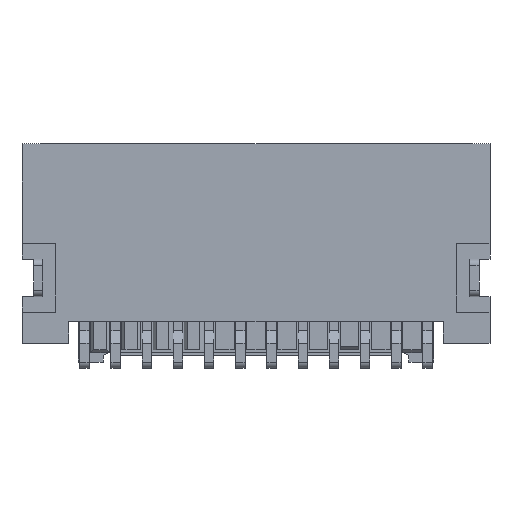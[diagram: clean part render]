
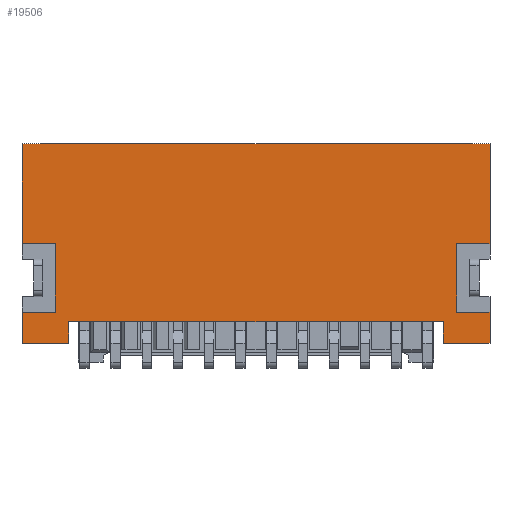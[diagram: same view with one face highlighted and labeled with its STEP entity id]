
A CAD part, front view. The second image highlights one B-rep face of the part: STEP entity #19506.
In plain terms, the highlighted planar face has unit normal (0, -1, 0).
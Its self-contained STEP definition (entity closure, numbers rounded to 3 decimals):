
#387 = CARTESIAN_POINT ( 'NONE',  ( -3., 0., -0.7 ) ) ;
#445 = LINE ( 'NONE', #22531, #27358 ) ;
#561 = VECTOR ( 'NONE', #6329, 1000. ) ;
#901 = CARTESIAN_POINT ( 'NONE',  ( -3.75, 0., -0.55 ) ) ;
#975 = CARTESIAN_POINT ( 'NONE',  ( -3.215, 0., -0.55 ) ) ;
#1441 = VERTEX_POINT ( 'NONE', #20471 ) ;
#2383 = ORIENTED_EDGE ( 'NONE', *, *, #35910, .T. ) ;
#2623 = VECTOR ( 'NONE', #8176, 1000. ) ;
#2919 = PLANE ( 'NONE',  #27750 ) ;
#2987 = EDGE_CURVE ( 'NONE', #13416, #39506, #16461, .T. ) ;
#3001 = EDGE_CURVE ( 'NONE', #1441, #13416, #9958, .T. ) ;
#3358 = ORIENTED_EDGE ( 'NONE', *, *, #20565, .T. ) ;
#3727 = DIRECTION ( 'NONE',  ( 1., 0., 0. ) ) ;
#4272 = LINE ( 'NONE', #901, #38602 ) ;
#4396 = VECTOR ( 'NONE', #31973, 1000. ) ;
#4463 = ORIENTED_EDGE ( 'NONE', *, *, #2987, .T. ) ;
#4739 = VERTEX_POINT ( 'NONE', #12214 ) ;
#4768 = DIRECTION ( 'NONE',  ( -1., 0., 0. ) ) ;
#4909 = VERTEX_POINT ( 'NONE', #39270 ) ;
#5320 = EDGE_CURVE ( 'NONE', #39506, #15610, #9835, .T. ) ;
#5344 = VERTEX_POINT ( 'NONE', #975 ) ;
#5350 = CARTESIAN_POINT ( 'NONE',  ( 3., 0., -0.7 ) ) ;
#5406 = VECTOR ( 'NONE', #15477, 1000. ) ;
#6329 = DIRECTION ( 'NONE',  ( -1., 0., 0. ) ) ;
#6489 = ORIENTED_EDGE ( 'NONE', *, *, #33136, .F. ) ;
#6613 = VECTOR ( 'NONE', #26923, 1000. ) ;
#7133 = EDGE_CURVE ( 'NONE', #22465, #11599, #26309, .T. ) ;
#7712 = CARTESIAN_POINT ( 'NONE',  ( 3.75, 0., -1.05 ) ) ;
#8176 = DIRECTION ( 'NONE',  ( 0., 0., -1. ) ) ;
#8343 = CARTESIAN_POINT ( 'NONE',  ( 3.75, 0., 0.55 ) ) ;
#8437 = CARTESIAN_POINT ( 'NONE',  ( -3.75, 0., 2.15 ) ) ;
#8471 = VERTEX_POINT ( 'NONE', #16818 ) ;
#8856 = LINE ( 'NONE', #15576, #561 ) ;
#9041 = VERTEX_POINT ( 'NONE', #12342 ) ;
#9312 = LINE ( 'NONE', #13287, #4396 ) ;
#9722 = DIRECTION ( 'NONE',  ( 0., 0., 1. ) ) ;
#9835 = LINE ( 'NONE', #16352, #29815 ) ;
#9958 = LINE ( 'NONE', #22773, #12339 ) ;
#10554 = VERTEX_POINT ( 'NONE', #40449 ) ;
#11322 = VECTOR ( 'NONE', #25226, 1000. ) ;
#11599 = VERTEX_POINT ( 'NONE', #5350 ) ;
#11796 = ORIENTED_EDGE ( 'NONE', *, *, #16457, .T. ) ;
#12214 = CARTESIAN_POINT ( 'NONE',  ( -3.215, 0., 0.55 ) ) ;
#12339 = VECTOR ( 'NONE', #28643, 1000. ) ;
#12342 = CARTESIAN_POINT ( 'NONE',  ( 3.75, 0., -1.05 ) ) ;
#12601 = DIRECTION ( 'NONE',  ( 0., 1., 0. ) ) ;
#12611 = DIRECTION ( 'NONE',  ( -1., 0., 0. ) ) ;
#13287 = CARTESIAN_POINT ( 'NONE',  ( -3.75, 0., 0.55 ) ) ;
#13416 = VERTEX_POINT ( 'NONE', #30415 ) ;
#14461 = ORIENTED_EDGE ( 'NONE', *, *, #24558, .T. ) ;
#14717 = LINE ( 'NONE', #18692, #33410 ) ;
#14719 = ORIENTED_EDGE ( 'NONE', *, *, #3001, .T. ) ;
#14764 = ORIENTED_EDGE ( 'NONE', *, *, #26326, .T. ) ;
#15477 = DIRECTION ( 'NONE',  ( 0., 0., 1. ) ) ;
#15576 = CARTESIAN_POINT ( 'NONE',  ( -3.215, 0., -0.55 ) ) ;
#15578 = EDGE_CURVE ( 'NONE', #24822, #4909, #36381, .T. ) ;
#15610 = VERTEX_POINT ( 'NONE', #34666 ) ;
#15644 = EDGE_CURVE ( 'NONE', #5344, #10554, #8856, .T. ) ;
#15680 = EDGE_CURVE ( 'NONE', #38726, #24822, #18309, .T. ) ;
#15752 = CARTESIAN_POINT ( 'NONE',  ( 0., 0., 0.55 ) ) ;
#16352 = CARTESIAN_POINT ( 'NONE',  ( 3.215, 0., 0.55 ) ) ;
#16457 = EDGE_CURVE ( 'NONE', #15610, #38726, #21771, .T. ) ;
#16461 = LINE ( 'NONE', #19812, #30429 ) ;
#16818 = CARTESIAN_POINT ( 'NONE',  ( -3., 0., -1.05 ) ) ;
#17081 = DIRECTION ( 'NONE',  ( 0., 0., -1. ) ) ;
#17378 = ORIENTED_EDGE ( 'NONE', *, *, #22030, .T. ) ;
#17626 = LINE ( 'NONE', #40100, #2623 ) ;
#17707 = VECTOR ( 'NONE', #32113, 1000. ) ;
#18289 = CARTESIAN_POINT ( 'NONE',  ( -3.75, 0., 2.15 ) ) ;
#18309 = LINE ( 'NONE', #25437, #11322 ) ;
#18692 = CARTESIAN_POINT ( 'NONE',  ( 3., 0., -0.7 ) ) ;
#18905 = FACE_OUTER_BOUND ( 'NONE', #31721, .T. ) ;
#19208 = DIRECTION ( 'NONE',  ( 0., 0., 1. ) ) ;
#19506 = ADVANCED_FACE ( 'NONE', ( #18905 ), #2919, .F. ) ;
#19635 = EDGE_CURVE ( 'NONE', #22465, #8471, #22880, .T. ) ;
#19812 = CARTESIAN_POINT ( 'NONE',  ( 3.215, 0., -0.55 ) ) ;
#20471 = CARTESIAN_POINT ( 'NONE',  ( 3.75, 0., -0.55 ) ) ;
#20565 = EDGE_CURVE ( 'NONE', #10554, #27471, #4272, .T. ) ;
#20630 = EDGE_CURVE ( 'NONE', #8471, #27471, #34863, .T. ) ;
#21771 = LINE ( 'NONE', #8343, #5406 ) ;
#22030 = EDGE_CURVE ( 'NONE', #4909, #4739, #9312, .T. ) ;
#22276 = CARTESIAN_POINT ( 'NONE',  ( -3., 0., -1.05 ) ) ;
#22465 = VERTEX_POINT ( 'NONE', #29390 ) ;
#22531 = CARTESIAN_POINT ( 'NONE',  ( 3.75, 0., -1.05 ) ) ;
#22773 = CARTESIAN_POINT ( 'NONE',  ( 3.75, 0., -0.55 ) ) ;
#22880 = LINE ( 'NONE', #387, #17707 ) ;
#24558 = EDGE_CURVE ( 'NONE', #9041, #1441, #445, .T. ) ;
#24822 = VERTEX_POINT ( 'NONE', #18289 ) ;
#25226 = DIRECTION ( 'NONE',  ( -1., 0., 0. ) ) ;
#25341 = ORIENTED_EDGE ( 'NONE', *, *, #19635, .F. ) ;
#25404 = DIRECTION ( 'NONE',  ( 1., 0., 0. ) ) ;
#25437 = CARTESIAN_POINT ( 'NONE',  ( 3.75, 0., 2.15 ) ) ;
#25770 = CARTESIAN_POINT ( 'NONE',  ( 3., 0., -1.05 ) ) ;
#26309 = LINE ( 'NONE', #38924, #38658 ) ;
#26326 = EDGE_CURVE ( 'NONE', #4739, #5344, #17626, .T. ) ;
#26731 = ORIENTED_EDGE ( 'NONE', *, *, #7133, .T. ) ;
#26923 = DIRECTION ( 'NONE',  ( 0., 0., -1. ) ) ;
#27358 = VECTOR ( 'NONE', #9722, 1000. ) ;
#27383 = ORIENTED_EDGE ( 'NONE', *, *, #20630, .F. ) ;
#27471 = VERTEX_POINT ( 'NONE', #32129 ) ;
#27524 = ORIENTED_EDGE ( 'NONE', *, *, #15578, .T. ) ;
#27725 = DIRECTION ( 'NONE',  ( 0., 0., -1. ) ) ;
#27750 = AXIS2_PLACEMENT_3D ( 'NONE', #15752, #12601, #25404 ) ;
#27770 = ORIENTED_EDGE ( 'NONE', *, *, #15644, .T. ) ;
#28643 = DIRECTION ( 'NONE',  ( -1., 0., 0. ) ) ;
#29390 = CARTESIAN_POINT ( 'NONE',  ( -3., 0., -0.7 ) ) ;
#29815 = VECTOR ( 'NONE', #3727, 1000. ) ;
#30415 = CARTESIAN_POINT ( 'NONE',  ( 3.215, 0., -0.55 ) ) ;
#30429 = VECTOR ( 'NONE', #19208, 1000. ) ;
#31352 = VECTOR ( 'NONE', #4768, 1000. ) ;
#31721 = EDGE_LOOP ( 'NONE', ( #11796, #33577, #27524, #17378, #14764, #27770, #3358, #27383, #25341, #26731, #2383, #6489, #14461, #14719, #4463, #34688 ) ) ;
#31973 = DIRECTION ( 'NONE',  ( 1., 0., 0. ) ) ;
#32113 = DIRECTION ( 'NONE',  ( 0., 0., -1. ) ) ;
#32129 = CARTESIAN_POINT ( 'NONE',  ( -3.75, 0., -1.05 ) ) ;
#33136 = EDGE_CURVE ( 'NONE', #9041, #39900, #33530, .T. ) ;
#33410 = VECTOR ( 'NONE', #27725, 1000. ) ;
#33530 = LINE ( 'NONE', #7712, #31352 ) ;
#33577 = ORIENTED_EDGE ( 'NONE', *, *, #15680, .T. ) ;
#34666 = CARTESIAN_POINT ( 'NONE',  ( 3.75, 0., 0.55 ) ) ;
#34688 = ORIENTED_EDGE ( 'NONE', *, *, #5320, .T. ) ;
#34863 = LINE ( 'NONE', #22276, #41199 ) ;
#35629 = CARTESIAN_POINT ( 'NONE',  ( 3.75, 0., 2.15 ) ) ;
#35688 = CARTESIAN_POINT ( 'NONE',  ( 3.215, 0., 0.55 ) ) ;
#35767 = DIRECTION ( 'NONE',  ( 1., 0., 0. ) ) ;
#35910 = EDGE_CURVE ( 'NONE', #11599, #39900, #14717, .T. ) ;
#36381 = LINE ( 'NONE', #8437, #6613 ) ;
#38602 = VECTOR ( 'NONE', #17081, 1000. ) ;
#38658 = VECTOR ( 'NONE', #35767, 1000. ) ;
#38726 = VERTEX_POINT ( 'NONE', #35629 ) ;
#38924 = CARTESIAN_POINT ( 'NONE',  ( -3., 0., -0.7 ) ) ;
#39270 = CARTESIAN_POINT ( 'NONE',  ( -3.75, 0., 0.55 ) ) ;
#39506 = VERTEX_POINT ( 'NONE', #35688 ) ;
#39900 = VERTEX_POINT ( 'NONE', #25770 ) ;
#40100 = CARTESIAN_POINT ( 'NONE',  ( -3.215, 0., 0.55 ) ) ;
#40449 = CARTESIAN_POINT ( 'NONE',  ( -3.75, 0., -0.55 ) ) ;
#41199 = VECTOR ( 'NONE', #12611, 1000. ) ;
